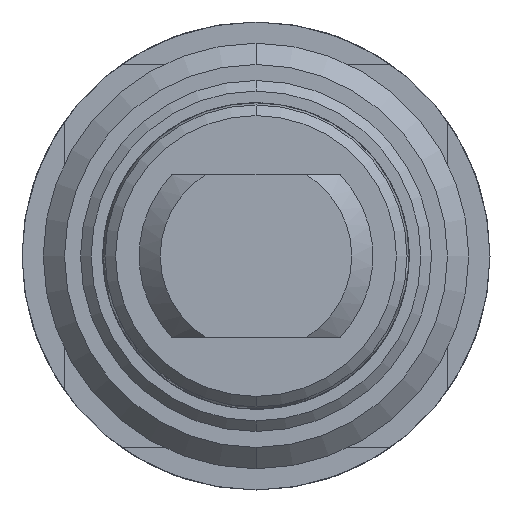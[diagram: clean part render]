
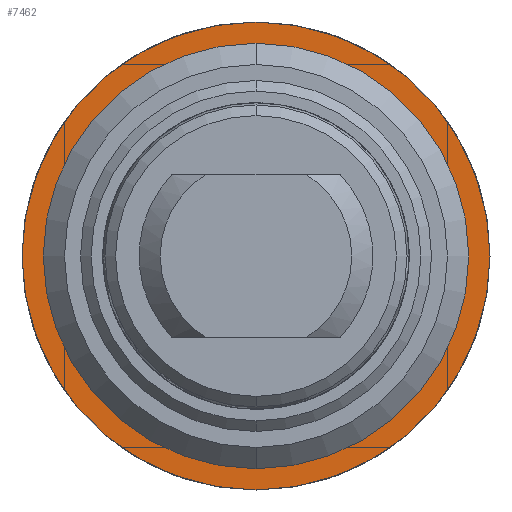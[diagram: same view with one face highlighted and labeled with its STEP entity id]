
A CAD part, front view. The second image highlights one B-rep face of the part: STEP entity #7462.
In plain terms, the highlighted planar face has unit normal (0, -1, 0).
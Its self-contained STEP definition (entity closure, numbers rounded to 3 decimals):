
#295 = EDGE_LOOP ( 'NONE', ( #17793, #13315 ) ) ;
#1145 = CARTESIAN_POINT ( 'NONE',  ( 0., 0., 0. ) ) ;
#1271 = DIRECTION ( 'NONE',  ( 0., -1., 0. ) ) ;
#1394 = AXIS2_PLACEMENT_3D ( 'NONE', #6894, #6768, #3823 ) ;
#1695 = CARTESIAN_POINT ( 'NONE',  ( 0., 0., 0. ) ) ;
#1992 = AXIS2_PLACEMENT_3D ( 'NONE', #16811, #5386, #4069 ) ;
#2105 = VERTEX_POINT ( 'NONE', #14279 ) ;
#2442 = DIRECTION ( 'NONE',  ( 0., -1., 0. ) ) ;
#3167 = ORIENTED_EDGE ( 'NONE', *, *, #10202, .T. ) ;
#3823 = DIRECTION ( 'NONE',  ( 0., 0., -1. ) ) ;
#4069 = DIRECTION ( 'NONE',  ( 0., 0., -1. ) ) ;
#4110 = VERTEX_POINT ( 'NONE', #7630 ) ;
#4142 = AXIS2_PLACEMENT_3D ( 'NONE', #8191, #2442, #6744 ) ;
#5196 = FACE_BOUND ( 'NONE', #295, .T. ) ;
#5334 = CARTESIAN_POINT ( 'NONE',  ( 0., 0., 1.1 ) ) ;
#5386 = DIRECTION ( 'NONE',  ( 0., -1., 0. ) ) ;
#5840 = CIRCLE ( 'NONE', #1992, 0.9 ) ;
#6744 = DIRECTION ( 'NONE',  ( 0., 0., -1. ) ) ;
#6768 = DIRECTION ( 'NONE',  ( 0., -1., 0. ) ) ;
#6894 = CARTESIAN_POINT ( 'NONE',  ( 1.1, 0., 0. ) ) ;
#7462 = ADVANCED_FACE ( 'Defeature ausgef�hrt2_36', ( #15256, #5196 ), #16885, .T. ) ;
#7630 = CARTESIAN_POINT ( 'NONE',  ( 0., 0., -1.1 ) ) ;
#8191 = CARTESIAN_POINT ( 'NONE',  ( 0., 0., 0. ) ) ;
#8263 = DIRECTION ( 'NONE',  ( 0., -1., 0. ) ) ;
#10202 = EDGE_CURVE ( 'Defeature ausgef�hrt2_36+Defeature ausgef�hrt2_37+Defeature ausgef�hrt2_37+Defeature ausgef�hrt2_37', #4110, #12827, #18366, .T. ) ;
#10442 = ORIENTED_EDGE ( 'NONE', *, *, #11748, .T. ) ;
#10512 = AXIS2_PLACEMENT_3D ( 'NONE', #1695, #1271, #11584 ) ;
#10846 = EDGE_LOOP ( 'NONE', ( #3167, #10442 ) ) ;
#11270 = DIRECTION ( 'NONE',  ( 0., 0., -1. ) ) ;
#11584 = DIRECTION ( 'NONE',  ( 0., 0., -1. ) ) ;
#11652 = CIRCLE ( 'NONE', #15518, 1.1 ) ;
#11677 = EDGE_CURVE ( 'Defeature ausgef�hrt2_27+Defeature ausgef�hrt2_36+Defeature ausgef�hrt2_36+Defeature ausgef�hrt2_36', #15327, #2105, #5840, .T. ) ;
#11748 = EDGE_CURVE ( 'Defeature ausgef�hrt2_36+Defeature ausgef�hrt2_37+Defeature ausgef�hrt2_37+Defeature ausgef�hrt2_37', #12827, #4110, #11652, .T. ) ;
#12827 = VERTEX_POINT ( 'NONE', #5334 ) ;
#13315 = ORIENTED_EDGE ( 'NONE', *, *, #11677, .F. ) ;
#14279 = CARTESIAN_POINT ( 'NONE',  ( 0., 0., -0.9 ) ) ;
#14854 = EDGE_CURVE ( 'Defeature ausgef�hrt2_27+Defeature ausgef�hrt2_36+Defeature ausgef�hrt2_36+Defeature ausgef�hrt2_36', #2105, #15327, #16962, .T. ) ;
#15256 = FACE_OUTER_BOUND ( 'NONE', #10846, .T. ) ;
#15327 = VERTEX_POINT ( 'NONE', #16039 ) ;
#15518 = AXIS2_PLACEMENT_3D ( 'NONE', #1145, #8263, #11270 ) ;
#16039 = CARTESIAN_POINT ( 'NONE',  ( 0., 0., 0.9 ) ) ;
#16811 = CARTESIAN_POINT ( 'NONE',  ( 0., 0., 0. ) ) ;
#16885 = PLANE ( 'NONE',  #1394 ) ;
#16962 = CIRCLE ( 'NONE', #10512, 0.9 ) ;
#17793 = ORIENTED_EDGE ( 'NONE', *, *, #14854, .F. ) ;
#18366 = CIRCLE ( 'NONE', #4142, 1.1 ) ;
